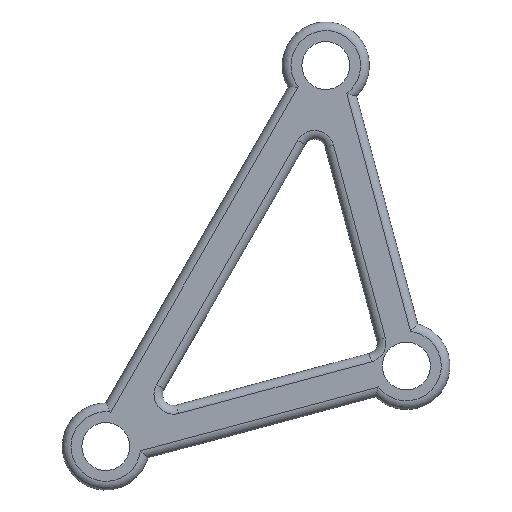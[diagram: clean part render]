
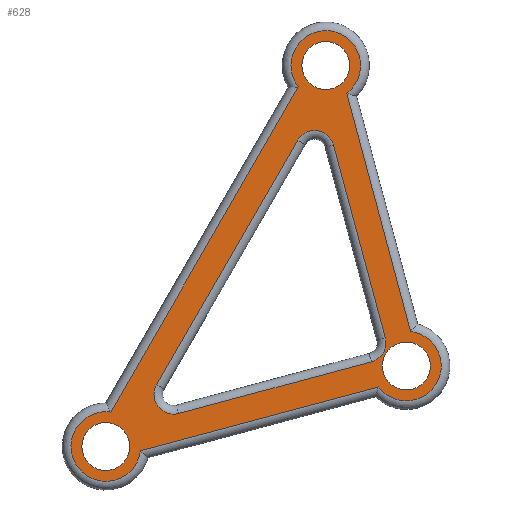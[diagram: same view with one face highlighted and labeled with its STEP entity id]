
A CAD part, left-side view. The second image highlights one B-rep face of the part: STEP entity #628.
In plain terms, the highlighted planar face has unit normal (-1, 0, 0).
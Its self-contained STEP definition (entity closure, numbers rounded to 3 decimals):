
#27=FACE_BOUND('',#106,.T.);
#28=FACE_BOUND('',#107,.T.);
#29=FACE_BOUND('',#108,.T.);
#30=FACE_BOUND('',#109,.T.);
#37=PLANE('',#696);
#64=FACE_OUTER_BOUND('',#105,.T.);
#105=EDGE_LOOP('',(#448,#449,#450,#451,#452,#453));
#106=EDGE_LOOP('',(#454));
#107=EDGE_LOOP('',(#455));
#108=EDGE_LOOP('',(#456));
#109=EDGE_LOOP('',(#457,#458,#459,#460,#461,#462));
#145=LINE('',#970,#184);
#148=LINE('',#985,#187);
#150=LINE('',#997,#189);
#157=LINE('',#1020,#196);
#158=LINE('',#1024,#197);
#159=LINE('',#1027,#198);
#184=VECTOR('',#763,10.);
#187=VECTOR('',#780,10.);
#189=VECTOR('',#794,10.);
#196=VECTOR('',#819,10.);
#197=VECTOR('',#822,10.);
#198=VECTOR('',#825,10.);
#227=CIRCLE('',#680,1.8);
#231=CIRCLE('',#686,1.8);
#234=CIRCLE('',#691,1.8);
#236=CIRCLE('',#697,3.2);
#237=CIRCLE('',#698,3.2);
#238=CIRCLE('',#699,3.2);
#239=CIRCLE('',#700,2.2);
#240=CIRCLE('',#701,2.2);
#241=CIRCLE('',#702,2.2);
#266=VERTEX_POINT('',#967);
#267=VERTEX_POINT('',#969);
#269=VERTEX_POINT('',#975);
#271=VERTEX_POINT('',#981);
#273=VERTEX_POINT('',#987);
#275=VERTEX_POINT('',#993);
#281=VERTEX_POINT('',#1016);
#282=VERTEX_POINT('',#1017);
#283=VERTEX_POINT('',#1019);
#284=VERTEX_POINT('',#1021);
#285=VERTEX_POINT('',#1023);
#286=VERTEX_POINT('',#1025);
#287=VERTEX_POINT('',#1028);
#288=VERTEX_POINT('',#1030);
#289=VERTEX_POINT('',#1032);
#320=EDGE_CURVE('',#266,#267,#145,.T.);
#325=EDGE_CURVE('',#267,#269,#227,.T.);
#328=EDGE_CURVE('',#269,#271,#148,.T.);
#331=EDGE_CURVE('',#271,#273,#231,.T.);
#334=EDGE_CURVE('',#273,#275,#150,.T.);
#336=EDGE_CURVE('',#275,#266,#234,.T.);
#344=EDGE_CURVE('',#281,#282,#236,.T.);
#345=EDGE_CURVE('',#283,#281,#157,.T.);
#346=EDGE_CURVE('',#284,#283,#237,.T.);
#347=EDGE_CURVE('',#285,#284,#158,.T.);
#348=EDGE_CURVE('',#286,#285,#238,.T.);
#349=EDGE_CURVE('',#282,#286,#159,.T.);
#350=EDGE_CURVE('',#287,#287,#239,.T.);
#351=EDGE_CURVE('',#288,#288,#240,.T.);
#352=EDGE_CURVE('',#289,#289,#241,.T.);
#448=ORIENTED_EDGE('',*,*,#344,.F.);
#449=ORIENTED_EDGE('',*,*,#345,.F.);
#450=ORIENTED_EDGE('',*,*,#346,.F.);
#451=ORIENTED_EDGE('',*,*,#347,.F.);
#452=ORIENTED_EDGE('',*,*,#348,.F.);
#453=ORIENTED_EDGE('',*,*,#349,.F.);
#454=ORIENTED_EDGE('',*,*,#350,.F.);
#455=ORIENTED_EDGE('',*,*,#351,.F.);
#456=ORIENTED_EDGE('',*,*,#352,.F.);
#457=ORIENTED_EDGE('',*,*,#320,.F.);
#458=ORIENTED_EDGE('',*,*,#336,.F.);
#459=ORIENTED_EDGE('',*,*,#334,.F.);
#460=ORIENTED_EDGE('',*,*,#331,.F.);
#461=ORIENTED_EDGE('',*,*,#328,.F.);
#462=ORIENTED_EDGE('',*,*,#325,.F.);
#628=ADVANCED_FACE('',(#64,#27,#28,#29,#30),#37,.F.);
#680=AXIS2_PLACEMENT_3D('',#979,#773,#774);
#686=AXIS2_PLACEMENT_3D('',#991,#787,#788);
#691=AXIS2_PLACEMENT_3D('',#1000,#799,#800);
#696=AXIS2_PLACEMENT_3D('',#1015,#815,#816);
#697=AXIS2_PLACEMENT_3D('',#1018,#817,#818);
#698=AXIS2_PLACEMENT_3D('',#1022,#820,#821);
#699=AXIS2_PLACEMENT_3D('',#1026,#823,#824);
#700=AXIS2_PLACEMENT_3D('',#1029,#826,#827);
#701=AXIS2_PLACEMENT_3D('',#1031,#828,#829);
#702=AXIS2_PLACEMENT_3D('',#1033,#830,#831);
#763=DIRECTION('',(0.,0.259,0.966));
#773=DIRECTION('center_axis',(-1.,0.,0.));
#774=DIRECTION('ref_axis',(0.,-0.131,0.991));
#780=DIRECTION('',(0.,0.5,-0.866));
#787=DIRECTION('center_axis',(-1.,0.,0.));
#788=DIRECTION('ref_axis',(0.,0.793,-0.609));
#794=DIRECTION('',(0.,-0.966,0.259));
#799=DIRECTION('center_axis',(-1.,0.,0.));
#800=DIRECTION('ref_axis',(0.,-0.866,-0.5));
#815=DIRECTION('center_axis',(1.,0.,0.));
#816=DIRECTION('ref_axis',(0.,0.,-1.));
#817=DIRECTION('center_axis',(1.,0.,0.));
#818=DIRECTION('ref_axis',(0.,-0.131,0.991));
#819=DIRECTION('',(0.,-0.5,0.866));
#820=DIRECTION('center_axis',(1.,0.,0.));
#821=DIRECTION('ref_axis',(0.,0.793,-0.609));
#822=DIRECTION('',(0.,0.966,-0.259));
#823=DIRECTION('center_axis',(1.,0.,0.));
#824=DIRECTION('ref_axis',(0.,-0.866,-0.5));
#825=DIRECTION('',(0.,-0.259,-0.966));
#826=DIRECTION('center_axis',(-1.,0.,0.));
#827=DIRECTION('ref_axis',(0.,0.,-1.));
#828=DIRECTION('center_axis',(-1.,0.,0.));
#829=DIRECTION('ref_axis',(0.,0.,-1.));
#830=DIRECTION('center_axis',(-1.,0.,0.));
#831=DIRECTION('ref_axis',(0.,0.,-1.));
#967=CARTESIAN_POINT('',(16.6,174.105,-50.747));
#969=CARTESIAN_POINT('',(16.6,178.85,-33.037));
#970=CARTESIAN_POINT('',(16.6,175.442,-45.757));
#975=CARTESIAN_POINT('',(16.6,182.148,-32.602));
#979=CARTESIAN_POINT('Origin',(16.6,180.589,-33.502));
#981=CARTESIAN_POINT('',(16.6,195.112,-55.058));
#985=CARTESIAN_POINT('',(16.6,184.927,-37.416));
#987=CARTESIAN_POINT('',(16.6,193.088,-57.696));
#991=CARTESIAN_POINT('Origin',(16.6,193.554,-55.958));
#993=CARTESIAN_POINT('',(16.6,175.378,-52.951));
#997=CARTESIAN_POINT('',(16.6,187.959,-56.322));
#1000=CARTESIAN_POINT('Origin',(16.6,175.844,-51.212));
#1015=CARTESIAN_POINT('Origin',(16.6,185.971,-43.23));
#1016=CARTESIAN_POINT('',(16.6,182.088,-27.699));
#1017=CARTESIAN_POINT('',(16.6,177.639,-28.285));
#1018=CARTESIAN_POINT('Origin',(16.6,179.566,-25.73));
#1019=CARTESIAN_POINT('',(16.6,199.329,-57.561));
#1020=CARTESIAN_POINT('',(16.6,194.432,-49.079));
#1021=CARTESIAN_POINT('',(16.6,196.597,-61.121));
#1022=CARTESIAN_POINT('Origin',(16.6,199.773,-60.73));
#1023=CARTESIAN_POINT('',(16.6,174.724,-55.261));
#1024=CARTESIAN_POINT('',(16.6,178.707,-56.328));
#1025=CARTESIAN_POINT('',(16.6,171.778,-50.158));
#1026=CARTESIAN_POINT('Origin',(16.6,172.169,-53.334));
#1027=CARTESIAN_POINT('',(16.6,175.985,-34.456));
#1028=CARTESIAN_POINT('',(16.6,199.773,-58.53));
#1029=CARTESIAN_POINT('Origin',(16.6,199.773,-60.73));
#1030=CARTESIAN_POINT('',(16.6,172.169,-51.134));
#1031=CARTESIAN_POINT('Origin',(16.6,172.169,-53.334));
#1032=CARTESIAN_POINT('',(16.6,179.566,-23.53));
#1033=CARTESIAN_POINT('Origin',(16.6,179.566,-25.73));
